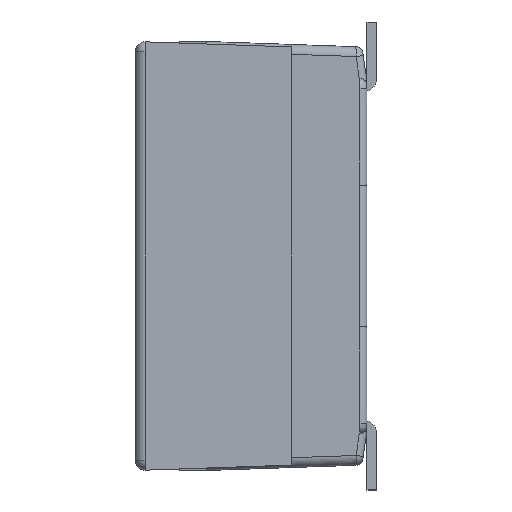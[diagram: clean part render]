
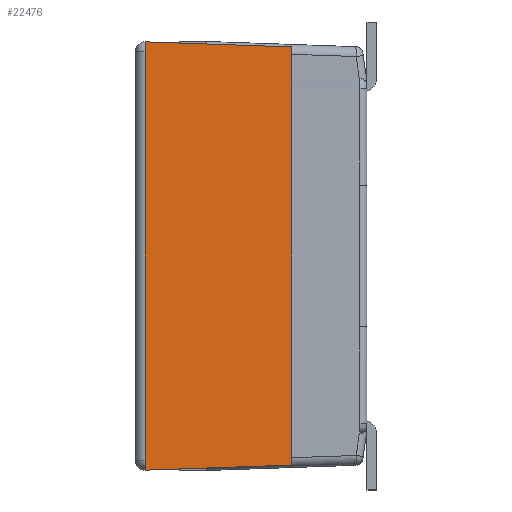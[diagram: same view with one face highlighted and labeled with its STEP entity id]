
A CAD part, left-side view. The second image highlights one B-rep face of the part: STEP entity #22476.
In plain terms, the highlighted planar face has unit normal (-0.999, -0.035, 0).
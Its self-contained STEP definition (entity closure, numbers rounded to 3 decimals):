
#12043=DIRECTION('',(0.035,-0.999,-0.035));
#12044=VECTOR('',#12043,2.967);
#12045=CARTESIAN_POINT('',(-6.343,0.193,
4.343));
#12046=LINE('',#12045,#12044);
#12047=CARTESIAN_POINT('',(-6.343,0.193,
4.143));
#12048=CARTESIAN_POINT('',(-6.343,0.193,
4.149));
#12049=CARTESIAN_POINT('',(-6.343,0.192,
4.161));
#12050=CARTESIAN_POINT('',(-6.343,0.192,
4.178));
#12051=CARTESIAN_POINT('',(-6.343,0.191,
4.193));
#12052=CARTESIAN_POINT('',(-6.343,0.191,
4.208));
#12053=CARTESIAN_POINT('',(-6.343,0.191,
4.221));
#12054=CARTESIAN_POINT('',(-6.343,0.191,
4.233));
#12055=CARTESIAN_POINT('',(-6.343,0.19,
4.244));
#12056=CARTESIAN_POINT('',(-6.343,0.19,
4.255));
#12057=CARTESIAN_POINT('',(-6.343,0.19,
4.265));
#12058=CARTESIAN_POINT('',(-6.343,0.19,
4.274));
#12059=CARTESIAN_POINT('',(-6.343,0.19,
4.282));
#12060=CARTESIAN_POINT('',(-6.343,0.19,
4.29));
#12061=CARTESIAN_POINT('',(-6.343,0.19,
4.297));
#12062=CARTESIAN_POINT('',(-6.343,0.19,
4.304));
#12063=CARTESIAN_POINT('',(-6.343,0.19,
4.31));
#12064=CARTESIAN_POINT('',(-6.343,0.19,
4.316));
#12065=CARTESIAN_POINT('',(-6.343,0.191,
4.322));
#12066=CARTESIAN_POINT('',(-6.343,0.191,
4.327));
#12067=CARTESIAN_POINT('',(-6.343,0.191,
4.331));
#12068=CARTESIAN_POINT('',(-6.343,0.191,
4.336));
#12069=CARTESIAN_POINT('',(-6.343,0.192,
4.34));
#12070=CARTESIAN_POINT('',(-6.343,0.193,
4.342));
#12071=CARTESIAN_POINT('',(-6.343,0.193,
4.343));
#12073=DIRECTION('',(0.,0.,1.));
#12074=VECTOR('',#12073,8.479);
#12075=CARTESIAN_POINT('',(-6.239,-2.77,-4.239));
#12076=LINE('',#12075,#12074);
#12077=CARTESIAN_POINT('',(-6.343,0.193,
-4.143));
#12078=CARTESIAN_POINT('',(-6.343,0.193,
-4.149));
#12079=CARTESIAN_POINT('',(-6.343,0.192,
-4.16));
#12080=CARTESIAN_POINT('',(-6.343,0.192,
-4.175));
#12081=CARTESIAN_POINT('',(-6.343,0.192,
-4.19));
#12082=CARTESIAN_POINT('',(-6.343,0.191,
-4.203));
#12083=CARTESIAN_POINT('',(-6.343,0.191,
-4.215));
#12084=CARTESIAN_POINT('',(-6.343,0.191,
-4.226));
#12085=CARTESIAN_POINT('',(-6.343,0.191,
-4.236));
#12086=CARTESIAN_POINT('',(-6.343,0.19,
-4.245));
#12087=CARTESIAN_POINT('',(-6.343,0.19,
-4.254));
#12088=CARTESIAN_POINT('',(-6.343,0.19,
-4.262));
#12089=CARTESIAN_POINT('',(-6.343,0.19,
-4.269));
#12090=CARTESIAN_POINT('',(-6.343,0.19,
-4.275));
#12091=CARTESIAN_POINT('',(-6.343,0.19,
-4.282));
#12092=CARTESIAN_POINT('',(-6.343,0.19,
-4.287));
#12093=CARTESIAN_POINT('',(-6.343,0.19,
-4.292));
#12094=CARTESIAN_POINT('',(-6.343,0.19,
-4.297));
#12095=CARTESIAN_POINT('',(-6.343,0.19,
-4.302));
#12096=CARTESIAN_POINT('',(-6.343,0.19,-4.306));
#12097=CARTESIAN_POINT('',(-6.343,0.19,
-4.309));
#12098=CARTESIAN_POINT('',(-6.343,0.19,
-4.313));
#12099=CARTESIAN_POINT('',(-6.343,0.19,
-4.316));
#12100=CARTESIAN_POINT('',(-6.343,0.191,
-4.319));
#12101=CARTESIAN_POINT('',(-6.343,0.191,
-4.322));
#12102=CARTESIAN_POINT('',(-6.343,0.191,
-4.324));
#12103=CARTESIAN_POINT('',(-6.343,0.191,
-4.326));
#12104=CARTESIAN_POINT('',(-6.343,0.191,
-4.328));
#12105=CARTESIAN_POINT('',(-6.343,0.191,
-4.33));
#12106=CARTESIAN_POINT('',(-6.343,0.191,
-4.332));
#12107=CARTESIAN_POINT('',(-6.343,0.191,
-4.334));
#12108=CARTESIAN_POINT('',(-6.343,0.191,
-4.335));
#12109=CARTESIAN_POINT('',(-6.343,0.192,
-4.337));
#12110=CARTESIAN_POINT('',(-6.343,0.192,
-4.338));
#12111=CARTESIAN_POINT('',(-6.343,0.192,
-4.339));
#12112=CARTESIAN_POINT('',(-6.343,0.192,
-4.34));
#12113=CARTESIAN_POINT('',(-6.343,0.192,
-4.341));
#12114=CARTESIAN_POINT('',(-6.343,0.192,
-4.342));
#12115=CARTESIAN_POINT('',(-6.343,0.193,
-4.343));
#12116=CARTESIAN_POINT('',(-6.343,0.193,
-4.343));
#12118=DIRECTION('',(0.,0.,1.));
#12119=VECTOR('',#12118,8.286);
#12120=CARTESIAN_POINT('',(-6.343,0.193,
-4.143));
#12121=LINE('',#12120,#12119);
#12204=DIRECTION('',(-0.035,0.999,-0.035));
#12205=VECTOR('',#12204,2.967);
#12206=CARTESIAN_POINT('',(-6.239,-2.77,-4.239));
#12207=LINE('',#12206,#12205);
#17981=CARTESIAN_POINT('',(-6.343,0.193,
-4.143));
#17983=VERTEX_POINT('',#17981);
#17985=CARTESIAN_POINT('',(-6.239,-2.77,-4.239));
#17986=VERTEX_POINT('',#17985);
#17996=VERTEX_POINT('',#12047);
#17997=VERTEX_POINT('',#12071);
#18002=CARTESIAN_POINT('',(-6.239,-2.77,4.239));
#18003=VERTEX_POINT('',#18002);
#18006=VERTEX_POINT('',#12116);
#22458=CARTESIAN_POINT('',(-6.35,0.4,4.539));
#22459=DIRECTION('',(0.999,0.035,0.));
#22460=DIRECTION('',(0.,0.,-1.));
#22461=AXIS2_PLACEMENT_3D('',#22458,#22459,#22460);
#22462=PLANE('',#22461);
#22464=ORIENTED_EDGE('',*,*,#22463,.T.);
#22466=ORIENTED_EDGE('',*,*,#22465,.T.);
#22467=ORIENTED_EDGE('',*,*,#22444,.T.);
#22469=ORIENTED_EDGE('',*,*,#22468,.F.);
#22471=ORIENTED_EDGE('',*,*,#22470,.T.);
#22473=ORIENTED_EDGE('',*,*,#22472,.F.);
#22474=EDGE_LOOP('',(#22464,#22466,#22467,#22469,#22471,#22473));
#22475=FACE_OUTER_BOUND('',#22474,.F.);
#12072=B_SPLINE_CURVE_WITH_KNOTS('',3,(#12047,#12048,#12049,#12050,#12051,
#12052,#12053,#12054,#12055,#12056,#12057,#12058,#12059,#12060,#12061,#12062,
#12063,#12064,#12065,#12066,#12067,#12068,#12069,#12070,#12071),.UNSPECIFIED.,
.F.,.F.,(4,1,1,1,1,1,1,1,1,1,1,1,1,1,1,1,1,1,1,1,1,1,4),(0.,0.045,
0.091,0.136,0.182,0.227,
0.273,0.318,0.364,0.409,
0.455,0.5,0.545,0.591,0.636,
0.682,0.727,0.773,0.818,
0.864,0.909,0.955,1.),.UNSPECIFIED.);
#12117=B_SPLINE_CURVE_WITH_KNOTS('',3,(#12077,#12078,#12079,#12080,#12081,
#12082,#12083,#12084,#12085,#12086,#12087,#12088,#12089,#12090,#12091,#12092,
#12093,#12094,#12095,#12096,#12097,#12098,#12099,#12100,#12101,#12102,#12103,
#12104,#12105,#12106,#12107,#12108,#12109,#12110,#12111,#12112,#12113,#12114,
#12115,#12116),.UNSPECIFIED.,.F.,.F.,(4,1,1,1,1,1,1,1,1,1,1,1,1,1,1,1,1,1,1,1,1,
1,1,1,1,1,1,1,1,1,1,1,1,1,1,1,1,4),(0.,0.027,0.054,
0.081,0.108,0.135,0.162,
0.189,0.216,0.243,0.27,
0.297,0.324,0.351,0.378,
0.405,0.432,0.459,0.486,
0.514,0.541,0.568,0.595,
0.622,0.649,0.676,0.703,
0.73,0.757,0.784,0.811,
0.838,0.865,0.892,0.919,
0.946,0.973,1.),.UNSPECIFIED.);
#22444=EDGE_CURVE('',#17997,#18003,#12046,.T.);
#22463=EDGE_CURVE('',#17983,#17996,#12121,.T.);
#22465=EDGE_CURVE('',#17996,#17997,#12072,.T.);
#22468=EDGE_CURVE('',#17986,#18003,#12076,.T.);
#22470=EDGE_CURVE('',#17986,#18006,#12207,.T.);
#22472=EDGE_CURVE('',#17983,#18006,#12117,.T.);
#22476=ADVANCED_FACE('',(#22475),#22462,.F.);
